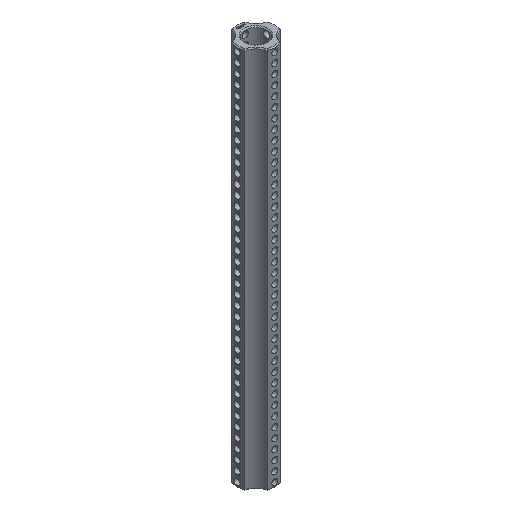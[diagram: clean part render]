
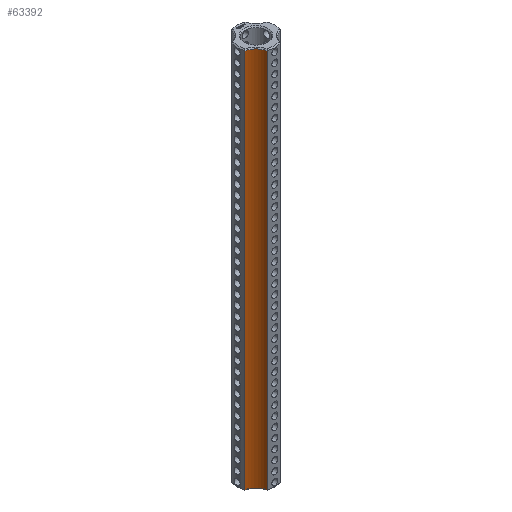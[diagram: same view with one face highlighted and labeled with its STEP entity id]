
A CAD part, isometric view. The second image highlights one B-rep face of the part: STEP entity #63392.
In plain terms, the highlighted cylindrical face has radius 5 mm (diameter 10 mm), a partial arc.
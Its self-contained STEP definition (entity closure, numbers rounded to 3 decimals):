
#8629 = CYLINDRICAL_SURFACE('',#8630,6.25);
#8630 = AXIS2_PLACEMENT_3D('',#8631,#8632,#8633);
#8631 = CARTESIAN_POINT('',(0.,0.,0.));
#8632 = DIRECTION('',(-0.,-0.,-1.));
#8633 = DIRECTION('',(1.,0.,0.));
#18350 = EDGE_CURVE('',#18351,#18353,#18355,.T.);
#18351 = VERTEX_POINT('',#18352);
#18352 = CARTESIAN_POINT('',(-2.225,-5.841,0.3));
#18353 = VERTEX_POINT('',#18354);
#18354 = CARTESIAN_POINT('',(-2.225,-5.841,124.7));
#18355 = SURFACE_CURVE('',#18356,(#18360,#18367),.PCURVE_S1.);
#18356 = LINE('',#18357,#18358);
#18357 = CARTESIAN_POINT('',(-2.225,-5.841,0.));
#18358 = VECTOR('',#18359,1.);
#18359 = DIRECTION('',(0.,0.,1.));
#18360 = PCURVE('',#8629,#18361);
#18361 = DEFINITIONAL_REPRESENTATION('',(#18362),#18366);
#18362 = LINE('',#18363,#18364);
#18363 = CARTESIAN_POINT('',(-4.348,0.));
#18364 = VECTOR('',#18365,1.);
#18365 = DIRECTION('',(-0.,-1.));
#18366 = ( GEOMETRIC_REPRESENTATION_CONTEXT(2) 
PARAMETRIC_REPRESENTATION_CONTEXT() REPRESENTATION_CONTEXT('2D SPACE',''
  ) );
#18367 = PCURVE('',#18368,#18373);
#18368 = CYLINDRICAL_SURFACE('',#18369,5.);
#18369 = AXIS2_PLACEMENT_3D('',#18370,#18371,#18372);
#18370 = CARTESIAN_POINT('',(-7.071,-7.071,0.));
#18371 = DIRECTION('',(-0.,-0.,-1.));
#18372 = DIRECTION('',(1.,0.,0.));
#18373 = DEFINITIONAL_REPRESENTATION('',(#18374),#18378);
#18374 = LINE('',#18375,#18376);
#18375 = CARTESIAN_POINT('',(-0.249,0.));
#18376 = VECTOR('',#18377,1.);
#18377 = DIRECTION('',(-0.,-1.));
#18378 = ( GEOMETRIC_REPRESENTATION_CONTEXT(2) 
PARAMETRIC_REPRESENTATION_CONTEXT() REPRESENTATION_CONTEXT('2D SPACE',''
  ) );
#25178 = CONICAL_SURFACE('',#25179,5.,0.785);
#25179 = AXIS2_PLACEMENT_3D('',#25180,#25181,#25182);
#25180 = CARTESIAN_POINT('',(-7.071,-7.071,0.3));
#25181 = DIRECTION('',(-0.,-0.,-1.));
#25182 = DIRECTION('',(0.969,0.246,0.));
#25410 = CONICAL_SURFACE('',#25411,5.,0.785);
#25411 = AXIS2_PLACEMENT_3D('',#25412,#25413,#25414);
#25412 = CARTESIAN_POINT('',(-7.071,-7.071,124.7));
#25413 = DIRECTION('',(0.,0.,1.));
#25414 = DIRECTION('',(0.969,0.246,0.));
#63392 = ADVANCED_FACE('',(#63393),#18368,.F.);
#63393 = FACE_BOUND('',#63394,.T.);
#63394 = EDGE_LOOP('',(#63395,#63396,#63420,#63448));
#63395 = ORIENTED_EDGE('',*,*,#18350,.T.);
#63396 = ORIENTED_EDGE('',*,*,#63397,.T.);
#63397 = EDGE_CURVE('',#18353,#63398,#63400,.T.);
#63398 = VERTEX_POINT('',#63399);
#63399 = CARTESIAN_POINT('',(-5.841,-2.225,124.7));
#63400 = SURFACE_CURVE('',#63401,(#63406,#63413),.PCURVE_S1.);
#63401 = CIRCLE('',#63402,5.);
#63402 = AXIS2_PLACEMENT_3D('',#63403,#63404,#63405);
#63403 = CARTESIAN_POINT('',(-7.071,-7.071,124.7));
#63404 = DIRECTION('',(0.,-0.,1.));
#63405 = DIRECTION('',(0.969,0.246,0.));
#63406 = PCURVE('',#18368,#63407);
#63407 = DEFINITIONAL_REPRESENTATION('',(#63408),#63412);
#63408 = LINE('',#63409,#63410);
#63409 = CARTESIAN_POINT('',(-0.249,-124.7));
#63410 = VECTOR('',#63411,1.);
#63411 = DIRECTION('',(-1.,0.));
#63412 = ( GEOMETRIC_REPRESENTATION_CONTEXT(2) 
PARAMETRIC_REPRESENTATION_CONTEXT() REPRESENTATION_CONTEXT('2D SPACE',''
  ) );
#63413 = PCURVE('',#25410,#63414);
#63414 = DEFINITIONAL_REPRESENTATION('',(#63415),#63419);
#63415 = LINE('',#63416,#63417);
#63416 = CARTESIAN_POINT('',(0.,0.));
#63417 = VECTOR('',#63418,1.);
#63418 = DIRECTION('',(1.,0.));
#63419 = ( GEOMETRIC_REPRESENTATION_CONTEXT(2) 
PARAMETRIC_REPRESENTATION_CONTEXT() REPRESENTATION_CONTEXT('2D SPACE',''
  ) );
#63420 = ORIENTED_EDGE('',*,*,#63421,.F.);
#63421 = EDGE_CURVE('',#63422,#63398,#63424,.T.);
#63422 = VERTEX_POINT('',#63423);
#63423 = CARTESIAN_POINT('',(-5.841,-2.225,0.3));
#63424 = SURFACE_CURVE('',#63425,(#63429,#63436),.PCURVE_S1.);
#63425 = LINE('',#63426,#63427);
#63426 = CARTESIAN_POINT('',(-5.841,-2.225,0.));
#63427 = VECTOR('',#63428,1.);
#63428 = DIRECTION('',(0.,0.,1.));
#63429 = PCURVE('',#18368,#63430);
#63430 = DEFINITIONAL_REPRESENTATION('',(#63431),#63435);
#63431 = LINE('',#63432,#63433);
#63432 = CARTESIAN_POINT('',(-1.322,0.));
#63433 = VECTOR('',#63434,1.);
#63434 = DIRECTION('',(-0.,-1.));
#63435 = ( GEOMETRIC_REPRESENTATION_CONTEXT(2) 
PARAMETRIC_REPRESENTATION_CONTEXT() REPRESENTATION_CONTEXT('2D SPACE',''
  ) );
#63436 = PCURVE('',#63437,#63442);
#63437 = CYLINDRICAL_SURFACE('',#63438,6.25);
#63438 = AXIS2_PLACEMENT_3D('',#63439,#63440,#63441);
#63439 = CARTESIAN_POINT('',(0.,0.,0.));
#63440 = DIRECTION('',(-0.,-0.,-1.));
#63441 = DIRECTION('',(1.,0.,0.));
#63442 = DEFINITIONAL_REPRESENTATION('',(#63443),#63447);
#63443 = LINE('',#63444,#63445);
#63444 = CARTESIAN_POINT('',(-3.506,0.));
#63445 = VECTOR('',#63446,1.);
#63446 = DIRECTION('',(-0.,-1.));
#63447 = ( GEOMETRIC_REPRESENTATION_CONTEXT(2) 
PARAMETRIC_REPRESENTATION_CONTEXT() REPRESENTATION_CONTEXT('2D SPACE',''
  ) );
#63448 = ORIENTED_EDGE('',*,*,#63449,.F.);
#63449 = EDGE_CURVE('',#18351,#63422,#63450,.T.);
#63450 = SURFACE_CURVE('',#63451,(#63456,#63463),.PCURVE_S1.);
#63451 = CIRCLE('',#63452,5.);
#63452 = AXIS2_PLACEMENT_3D('',#63453,#63454,#63455);
#63453 = CARTESIAN_POINT('',(-7.071,-7.071,0.3));
#63454 = DIRECTION('',(0.,-0.,1.));
#63455 = DIRECTION('',(0.969,0.246,0.));
#63456 = PCURVE('',#18368,#63457);
#63457 = DEFINITIONAL_REPRESENTATION('',(#63458),#63462);
#63458 = LINE('',#63459,#63460);
#63459 = CARTESIAN_POINT('',(-0.249,-0.3));
#63460 = VECTOR('',#63461,1.);
#63461 = DIRECTION('',(-1.,0.));
#63462 = ( GEOMETRIC_REPRESENTATION_CONTEXT(2) 
PARAMETRIC_REPRESENTATION_CONTEXT() REPRESENTATION_CONTEXT('2D SPACE',''
  ) );
#63463 = PCURVE('',#25178,#63464);
#63464 = DEFINITIONAL_REPRESENTATION('',(#63465),#63469);
#63465 = LINE('',#63466,#63467);
#63466 = CARTESIAN_POINT('',(-0.,0.));
#63467 = VECTOR('',#63468,1.);
#63468 = DIRECTION('',(-1.,0.));
#63469 = ( GEOMETRIC_REPRESENTATION_CONTEXT(2) 
PARAMETRIC_REPRESENTATION_CONTEXT() REPRESENTATION_CONTEXT('2D SPACE',''
  ) );
